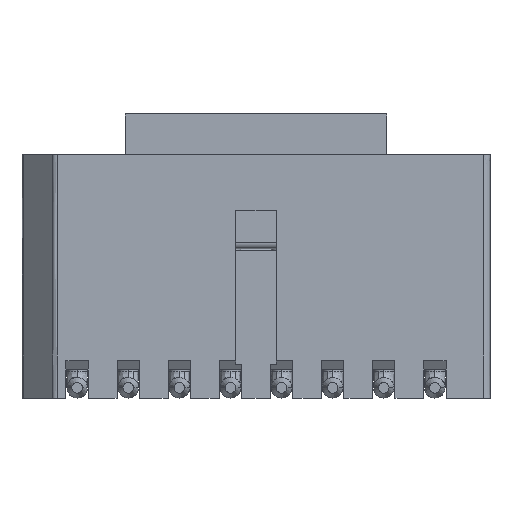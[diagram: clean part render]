
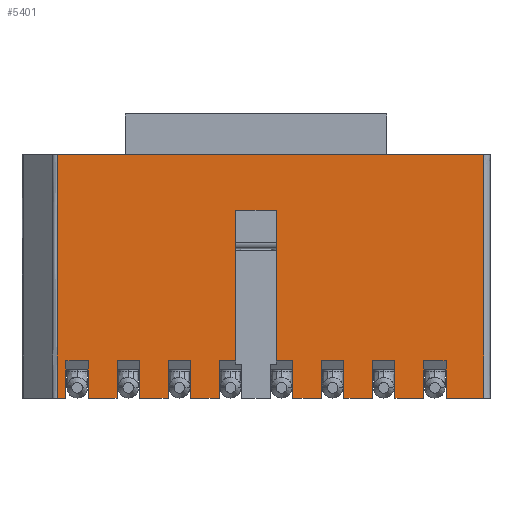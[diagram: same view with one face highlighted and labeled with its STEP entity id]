
A CAD part, front view. The second image highlights one B-rep face of the part: STEP entity #5401.
In plain terms, the highlighted planar face has unit normal (0, -1, 0).
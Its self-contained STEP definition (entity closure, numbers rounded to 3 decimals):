
#101=CARTESIAN_POINT('',(-5.275,-2.,-3.1));
#102=VERTEX_POINT('',#101);
#109=CARTESIAN_POINT('',(-5.488,-2.,-3.1));
#110=VERTEX_POINT('',#109);
#111=CARTESIAN_POINT('',(-5.275,-2.,-3.1));
#112=DIRECTION('',(-1.,0.,0.));
#113=VECTOR('',#112,0.213);
#114=LINE('',#111,#113);
#115=EDGE_CURVE('',#102,#110,#114,.T.);
#279=CARTESIAN_POINT('',(-5.275,-2.,-2.194));
#280=VERTEX_POINT('',#279);
#287=CARTESIAN_POINT('',(-5.275,-2.,-2.194));
#288=DIRECTION('',(0.,0.,-1.));
#289=VECTOR('',#288,0.906);
#290=LINE('',#287,#289);
#291=EDGE_CURVE('',#280,#102,#290,.T.);
#492=CARTESIAN_POINT('',(-4.725,-2.,-2.194));
#493=VERTEX_POINT('',#492);
#500=CARTESIAN_POINT('',(-4.725,-2.,-2.194));
#501=DIRECTION('',(-1.,0.,0.));
#502=VECTOR('',#501,0.55);
#503=LINE('',#500,#502);
#504=EDGE_CURVE('',#493,#280,#503,.T.);
#516=CARTESIAN_POINT('',(-4.725,-2.,-3.1));
#517=VERTEX_POINT('',#516);
#524=CARTESIAN_POINT('',(-4.725,-2.,-3.1));
#525=DIRECTION('',(0.,0.,1.));
#526=VECTOR('',#525,0.906);
#527=LINE('',#524,#526);
#528=EDGE_CURVE('',#517,#493,#527,.T.);
#556=CARTESIAN_POINT('',(-4.025,-2.,-3.1));
#557=VERTEX_POINT('',#556);
#564=CARTESIAN_POINT('',(-4.025,-2.,-3.1));
#565=DIRECTION('',(-1.,0.,0.));
#566=VECTOR('',#565,0.7);
#567=LINE('',#564,#566);
#568=EDGE_CURVE('',#557,#517,#567,.T.);
#658=CARTESIAN_POINT('',(-4.025,-2.,-2.194));
#659=VERTEX_POINT('',#658);
#666=CARTESIAN_POINT('',(-4.025,-2.,-2.194));
#667=DIRECTION('',(0.,0.,-1.));
#668=VECTOR('',#667,0.906);
#669=LINE('',#666,#668);
#670=EDGE_CURVE('',#659,#557,#669,.T.);
#1406=CARTESIAN_POINT('',(-5.488,-2.,2.85));
#1407=VERTEX_POINT('',#1406);
#1408=CARTESIAN_POINT('',(-5.488,-2.,-3.1));
#1409=DIRECTION('',(0.,0.,1.));
#1410=VECTOR('',#1409,5.95);
#1411=LINE('',#1408,#1410);
#1412=EDGE_CURVE('',#110,#1407,#1411,.T.);
#3964=CARTESIAN_POINT('',(-3.475,-2.,-2.194));
#3965=VERTEX_POINT('',#3964);
#3972=CARTESIAN_POINT('',(-3.475,-2.,-2.194));
#3973=DIRECTION('',(-1.,0.,0.));
#3974=VECTOR('',#3973,0.55);
#3975=LINE('',#3972,#3974);
#3976=EDGE_CURVE('',#3965,#659,#3975,.T.);
#5164=CARTESIAN_POINT('',(-0.269,-2.,-0.125));
#5165=DIRECTION('',(0.,0.,1.));
#5166=DIRECTION('',(0.,-1.,0.));
#5167=AXIS2_PLACEMENT_3D('',#5164,#5166,#5165);
#5168=PLANE('',#5167);
#5169=CARTESIAN_POINT('',(-2.225,-2.,-2.194));
#5170=VERTEX_POINT('',#5169);
#5171=CARTESIAN_POINT('',(-2.225,-2.,-3.1));
#5172=VERTEX_POINT('',#5171);
#5173=CARTESIAN_POINT('',(-2.225,-2.,-2.194));
#5174=DIRECTION('',(0.,0.,-1.));
#5175=VECTOR('',#5174,0.906);
#5176=LINE('',#5173,#5175);
#5177=EDGE_CURVE('',#5170,#5172,#5176,.T.);
#5178=ORIENTED_EDGE('E357',*,*,#5177,.T.);
#5179=CARTESIAN_POINT('',(-1.525,-2.,-3.1));
#5180=VERTEX_POINT('',#5179);
#5181=CARTESIAN_POINT('',(-2.225,-2.,-3.1));
#5182=DIRECTION('',(1.,0.,0.));
#5183=VECTOR('',#5182,0.7);
#5184=LINE('',#5181,#5183);
#5185=EDGE_CURVE('',#5172,#5180,#5184,.T.);
#5186=ORIENTED_EDGE('E358',*,*,#5185,.T.);
#5187=CARTESIAN_POINT('',(-1.525,-2.,-2.194));
#5188=VERTEX_POINT('',#5187);
#5189=CARTESIAN_POINT('',(-1.525,-2.,-3.1));
#5190=DIRECTION('',(0.,0.,1.));
#5191=VECTOR('',#5190,0.906);
#5192=LINE('',#5189,#5191);
#5193=EDGE_CURVE('',#5180,#5188,#5192,.T.);
#5194=ORIENTED_EDGE('E359',*,*,#5193,.T.);
#5195=CARTESIAN_POINT('',(-1.125,-2.,-2.194));
#5196=VERTEX_POINT('',#5195);
#5197=CARTESIAN_POINT('',(-1.525,-2.,-2.194));
#5198=DIRECTION('',(1.,0.,0.));
#5199=VECTOR('',#5198,0.4);
#5200=LINE('',#5197,#5199);
#5201=EDGE_CURVE('',#5188,#5196,#5200,.T.);
#5202=ORIENTED_EDGE('E360',*,*,#5201,.T.);
#5203=CARTESIAN_POINT('',(-1.125,-2.,1.5));
#5204=VERTEX_POINT('',#5203);
#5205=CARTESIAN_POINT('',(-1.125,-2.,-2.194));
#5206=DIRECTION('',(0.,0.,1.));
#5207=VECTOR('',#5206,3.694);
#5208=LINE('',#5205,#5207);
#5209=EDGE_CURVE('',#5196,#5204,#5208,.T.);
#5210=ORIENTED_EDGE('E361',*,*,#5209,.T.);
#5211=CARTESIAN_POINT('',(-0.125,-2.,1.5));
#5212=VERTEX_POINT('',#5211);
#5213=CARTESIAN_POINT('',(-1.125,-2.,1.5));
#5214=DIRECTION('',(1.,0.,0.));
#5215=VECTOR('',#5214,1.);
#5216=LINE('',#5213,#5215);
#5217=EDGE_CURVE('',#5204,#5212,#5216,.T.);
#5218=ORIENTED_EDGE('E362',*,*,#5217,.T.);
#5219=CARTESIAN_POINT('',(-0.125,-2.,-2.194));
#5220=VERTEX_POINT('',#5219);
#5221=CARTESIAN_POINT('',(-0.125,-2.,1.5));
#5222=DIRECTION('',(0.,0.,-1.));
#5223=VECTOR('',#5222,3.694);
#5224=LINE('',#5221,#5223);
#5225=EDGE_CURVE('',#5212,#5220,#5224,.T.);
#5226=ORIENTED_EDGE('E363',*,*,#5225,.T.);
#5227=CARTESIAN_POINT('',(0.275,-2.,-2.194));
#5228=VERTEX_POINT('',#5227);
#5229=CARTESIAN_POINT('',(-0.125,-2.,-2.194));
#5230=DIRECTION('',(1.,0.,0.));
#5231=VECTOR('',#5230,0.4);
#5232=LINE('',#5229,#5231);
#5233=EDGE_CURVE('',#5220,#5228,#5232,.T.);
#5234=ORIENTED_EDGE('E364',*,*,#5233,.T.);
#5235=CARTESIAN_POINT('',(0.275,-2.,-3.1));
#5236=VERTEX_POINT('',#5235);
#5237=CARTESIAN_POINT('',(0.275,-2.,-2.194));
#5238=DIRECTION('',(0.,0.,-1.));
#5239=VECTOR('',#5238,0.906);
#5240=LINE('',#5237,#5239);
#5241=EDGE_CURVE('',#5228,#5236,#5240,.T.);
#5242=ORIENTED_EDGE('E365',*,*,#5241,.T.);
#5243=CARTESIAN_POINT('',(0.975,-2.,-3.1));
#5244=VERTEX_POINT('',#5243);
#5245=CARTESIAN_POINT('',(0.275,-2.,-3.1));
#5246=DIRECTION('',(1.,0.,0.));
#5247=VECTOR('',#5246,0.7);
#5248=LINE('',#5245,#5247);
#5249=EDGE_CURVE('',#5236,#5244,#5248,.T.);
#5250=ORIENTED_EDGE('E366',*,*,#5249,.T.);
#5251=CARTESIAN_POINT('',(0.975,-2.,-2.194));
#5252=VERTEX_POINT('',#5251);
#5253=CARTESIAN_POINT('',(0.975,-2.,-3.1));
#5254=DIRECTION('',(0.,0.,1.));
#5255=VECTOR('',#5254,0.906);
#5256=LINE('',#5253,#5255);
#5257=EDGE_CURVE('',#5244,#5252,#5256,.T.);
#5258=ORIENTED_EDGE('E367',*,*,#5257,.T.);
#5259=CARTESIAN_POINT('',(1.525,-2.,-2.194));
#5260=VERTEX_POINT('',#5259);
#5261=CARTESIAN_POINT('',(0.975,-2.,-2.194));
#5262=DIRECTION('',(1.,0.,0.));
#5263=VECTOR('',#5262,0.55);
#5264=LINE('',#5261,#5263);
#5265=EDGE_CURVE('',#5252,#5260,#5264,.T.);
#5266=ORIENTED_EDGE('E368',*,*,#5265,.T.);
#5267=CARTESIAN_POINT('',(1.525,-2.,-3.1));
#5268=VERTEX_POINT('',#5267);
#5269=CARTESIAN_POINT('',(1.525,-2.,-2.194));
#5270=DIRECTION('',(0.,0.,-1.));
#5271=VECTOR('',#5270,0.906);
#5272=LINE('',#5269,#5271);
#5273=EDGE_CURVE('',#5260,#5268,#5272,.T.);
#5274=ORIENTED_EDGE('E369',*,*,#5273,.T.);
#5275=CARTESIAN_POINT('',(2.225,-2.,-3.1));
#5276=VERTEX_POINT('',#5275);
#5277=CARTESIAN_POINT('',(1.525,-2.,-3.1));
#5278=DIRECTION('',(1.,0.,0.));
#5279=VECTOR('',#5278,0.7);
#5280=LINE('',#5277,#5279);
#5281=EDGE_CURVE('',#5268,#5276,#5280,.T.);
#5282=ORIENTED_EDGE('E370',*,*,#5281,.T.);
#5283=CARTESIAN_POINT('',(2.225,-2.,-2.194));
#5284=VERTEX_POINT('',#5283);
#5285=CARTESIAN_POINT('',(2.225,-2.,-3.1));
#5286=DIRECTION('',(0.,0.,1.));
#5287=VECTOR('',#5286,0.906);
#5288=LINE('',#5285,#5287);
#5289=EDGE_CURVE('',#5276,#5284,#5288,.T.);
#5290=ORIENTED_EDGE('E371',*,*,#5289,.T.);
#5291=CARTESIAN_POINT('',(2.775,-2.,-2.194));
#5292=VERTEX_POINT('',#5291);
#5293=CARTESIAN_POINT('',(2.225,-2.,-2.194));
#5294=DIRECTION('',(1.,0.,0.));
#5295=VECTOR('',#5294,0.55);
#5296=LINE('',#5293,#5295);
#5297=EDGE_CURVE('',#5284,#5292,#5296,.T.);
#5298=ORIENTED_EDGE('E372',*,*,#5297,.T.);
#5299=CARTESIAN_POINT('',(2.775,-2.,-3.1));
#5300=VERTEX_POINT('',#5299);
#5301=CARTESIAN_POINT('',(2.775,-2.,-2.194));
#5302=DIRECTION('',(0.,0.,-1.));
#5303=VECTOR('',#5302,0.906);
#5304=LINE('',#5301,#5303);
#5305=EDGE_CURVE('',#5292,#5300,#5304,.T.);
#5306=ORIENTED_EDGE('E373',*,*,#5305,.T.);
#5307=CARTESIAN_POINT('',(3.475,-2.,-3.1));
#5308=VERTEX_POINT('',#5307);
#5309=CARTESIAN_POINT('',(2.775,-2.,-3.1));
#5310=DIRECTION('',(1.,0.,0.));
#5311=VECTOR('',#5310,0.7);
#5312=LINE('',#5309,#5311);
#5313=EDGE_CURVE('',#5300,#5308,#5312,.T.);
#5314=ORIENTED_EDGE('E374',*,*,#5313,.T.);
#5315=CARTESIAN_POINT('',(3.475,-2.,-2.194));
#5316=VERTEX_POINT('',#5315);
#5317=CARTESIAN_POINT('',(3.475,-2.,-3.1));
#5318=DIRECTION('',(0.,0.,1.));
#5319=VECTOR('',#5318,0.906);
#5320=LINE('',#5317,#5319);
#5321=EDGE_CURVE('',#5308,#5316,#5320,.T.);
#5322=ORIENTED_EDGE('E375',*,*,#5321,.T.);
#5323=CARTESIAN_POINT('',(4.025,-2.,-2.194));
#5324=VERTEX_POINT('',#5323);
#5325=CARTESIAN_POINT('',(3.475,-2.,-2.194));
#5326=DIRECTION('',(1.,0.,0.));
#5327=VECTOR('',#5326,0.55);
#5328=LINE('',#5325,#5327);
#5329=EDGE_CURVE('',#5316,#5324,#5328,.T.);
#5330=ORIENTED_EDGE('E376',*,*,#5329,.T.);
#5331=CARTESIAN_POINT('',(4.025,-2.,-3.1));
#5332=VERTEX_POINT('',#5331);
#5333=CARTESIAN_POINT('',(4.025,-2.,-2.194));
#5334=DIRECTION('',(0.,0.,-1.));
#5335=VECTOR('',#5334,0.906);
#5336=LINE('',#5333,#5335);
#5337=EDGE_CURVE('',#5324,#5332,#5336,.T.);
#5338=ORIENTED_EDGE('E377',*,*,#5337,.T.);
#5339=CARTESIAN_POINT('',(4.95,-2.,-3.1));
#5340=VERTEX_POINT('',#5339);
#5341=CARTESIAN_POINT('',(4.025,-2.,-3.1));
#5342=DIRECTION('',(1.,0.,0.));
#5343=VECTOR('',#5342,0.925);
#5344=LINE('',#5341,#5343);
#5345=EDGE_CURVE('',#5332,#5340,#5344,.T.);
#5346=ORIENTED_EDGE('E378',*,*,#5345,.T.);
#5347=CARTESIAN_POINT('',(4.95,-2.,2.85));
#5348=VERTEX_POINT('',#5347);
#5349=CARTESIAN_POINT('',(4.95,-2.,-3.1));
#5350=DIRECTION('',(0.,0.,1.));
#5351=VECTOR('',#5350,5.95);
#5352=LINE('',#5349,#5351);
#5353=EDGE_CURVE('',#5340,#5348,#5352,.T.);
#5354=ORIENTED_EDGE('E379',*,*,#5353,.T.);
#5355=CARTESIAN_POINT('',(4.95,-2.,2.85));
#5356=DIRECTION('',(-1.,0.,0.));
#5357=VECTOR('',#5356,10.438);
#5358=LINE('',#5355,#5357);
#5359=EDGE_CURVE('',#5348,#1407,#5358,.T.);
#5360=ORIENTED_EDGE('E380',*,*,#5359,.T.);
#5361=ORIENTED_EDGE('E380',*,*,#1412,.F.);
#5362=ORIENTED_EDGE('E380',*,*,#115,.F.);
#5363=ORIENTED_EDGE('E380',*,*,#291,.F.);
#5364=ORIENTED_EDGE('E380',*,*,#504,.F.);
#5365=ORIENTED_EDGE('E380',*,*,#528,.F.);
#5366=ORIENTED_EDGE('E380',*,*,#568,.F.);
#5367=ORIENTED_EDGE('E380',*,*,#670,.F.);
#5368=ORIENTED_EDGE('E380',*,*,#3976,.F.);
#5369=CARTESIAN_POINT('',(-3.475,-2.,-3.1));
#5370=VERTEX_POINT('',#5369);
#5371=CARTESIAN_POINT('',(-3.475,-2.,-2.194));
#5372=DIRECTION('',(0.,0.,-1.));
#5373=VECTOR('',#5372,0.906);
#5374=LINE('',#5371,#5373);
#5375=EDGE_CURVE('',#3965,#5370,#5374,.T.);
#5376=ORIENTED_EDGE('E381',*,*,#5375,.T.);
#5377=CARTESIAN_POINT('',(-2.775,-2.,-3.1));
#5378=VERTEX_POINT('',#5377);
#5379=CARTESIAN_POINT('',(-3.475,-2.,-3.1));
#5380=DIRECTION('',(1.,0.,0.));
#5381=VECTOR('',#5380,0.7);
#5382=LINE('',#5379,#5381);
#5383=EDGE_CURVE('',#5370,#5378,#5382,.T.);
#5384=ORIENTED_EDGE('E382',*,*,#5383,.T.);
#5385=CARTESIAN_POINT('',(-2.775,-2.,-2.194));
#5386=VERTEX_POINT('',#5385);
#5387=CARTESIAN_POINT('',(-2.775,-2.,-3.1));
#5388=DIRECTION('',(0.,0.,1.));
#5389=VECTOR('',#5388,0.906);
#5390=LINE('',#5387,#5389);
#5391=EDGE_CURVE('',#5378,#5386,#5390,.T.);
#5392=ORIENTED_EDGE('E383',*,*,#5391,.T.);
#5393=CARTESIAN_POINT('',(-2.775,-2.,-2.194));
#5394=DIRECTION('',(1.,0.,0.));
#5395=VECTOR('',#5394,0.55);
#5396=LINE('',#5393,#5395);
#5397=EDGE_CURVE('',#5386,#5170,#5396,.T.);
#5398=ORIENTED_EDGE('E384',*,*,#5397,.T.);
#5399=EDGE_LOOP('',(#5178,#5186,#5194,#5202,#5210,#5218,#5226,#5234,#5242,#5250,#5258,#5266,#5274,#5282,#5290,#5298,#5306,#5314,#5322,#5330,#5338,#5346,#5354,#5360,#5361,#5362,#5363,#5364,#5365,#5366,#5367,#5368,#5376,#5384,#5392,#5398));
#5400=FACE_OUTER_BOUND('',#5399,.T.);
#5401=ADVANCED_FACE('F124',(#5400),#5168,.T.);
